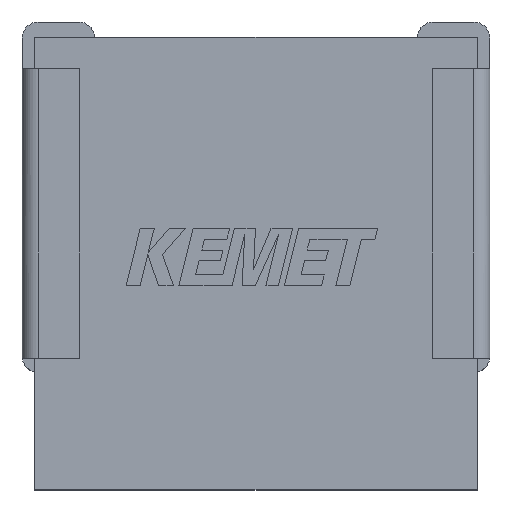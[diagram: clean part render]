
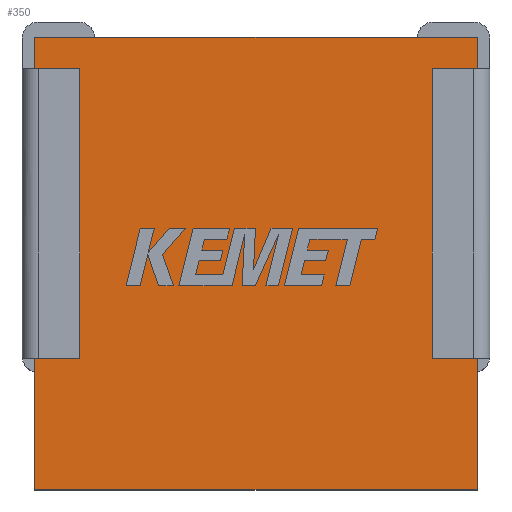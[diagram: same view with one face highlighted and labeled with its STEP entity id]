
A CAD part, top view. The second image highlights one B-rep face of the part: STEP entity #350.
In plain terms, the highlighted planar face has unit normal (0, 0, 1).
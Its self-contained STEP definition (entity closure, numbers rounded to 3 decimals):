
#18 = VECTOR ( 'NONE', #253, 1000. ) ;
#38 = DIRECTION ( 'NONE',  ( 0., -1., 0. ) ) ;
#167 = DIRECTION ( 'NONE',  ( 0., 0., -1. ) ) ;
#174 = VERTEX_POINT ( 'NONE', #2730 ) ;
#178 = EDGE_CURVE ( 'NONE', #1712, #583, #250, .T. ) ;
#194 = DIRECTION ( 'NONE',  ( -1., 0., 0. ) ) ;
#224 = EDGE_CURVE ( 'NONE', #628, #546, #346, .T. ) ;
#233 = VERTEX_POINT ( 'NONE', #4155 ) ;
#250 = LINE ( 'NONE', #702, #4499 ) ;
#253 = DIRECTION ( 'NONE',  ( 0., -1., 0. ) ) ;
#260 = CARTESIAN_POINT ( 'NONE',  ( 17.2, 0., 0. ) ) ;
#346 = LINE ( 'NONE', #1700, #4139 ) ;
#350 = ADVANCED_FACE ( 'NONE', ( #3674 ), #538, .F. ) ;
#365 = CARTESIAN_POINT ( 'NONE',  ( 1.735, 16.372, 0. ) ) ;
#421 = LINE ( 'NONE', #3157, #1745 ) ;
#538 = PLANE ( 'NONE',  #1542 ) ;
#546 = VERTEX_POINT ( 'NONE', #2101 ) ;
#579 = EDGE_LOOP ( 'NONE', ( #3054, #1381, #4018, #748, #1858, #3463, #1871, #1787, #932, #1736, #2127, #4214 ) ) ;
#583 = VERTEX_POINT ( 'NONE', #1398 ) ;
#614 = CARTESIAN_POINT ( 'NONE',  ( 0., 0., 0. ) ) ;
#628 = VERTEX_POINT ( 'NONE', #2936 ) ;
#702 = CARTESIAN_POINT ( 'NONE',  ( 1.735, 16.372, 0. ) ) ;
#713 = CARTESIAN_POINT ( 'NONE',  ( 1.735, 5.108, 0. ) ) ;
#716 = EDGE_CURVE ( 'NONE', #3020, #759, #2586, .T. ) ;
#747 = VECTOR ( 'NONE', #2531, 1000. ) ;
#748 = ORIENTED_EDGE ( 'NONE', *, *, #4094, .T. ) ;
#759 = VERTEX_POINT ( 'NONE', #1358 ) ;
#856 = EDGE_CURVE ( 'NONE', #546, #3471, #2185, .T. ) ;
#932 = ORIENTED_EDGE ( 'NONE', *, *, #1432, .T. ) ;
#1033 = CARTESIAN_POINT ( 'NONE',  ( 17.2, 0., 0. ) ) ;
#1172 = CARTESIAN_POINT ( 'NONE',  ( 0., 0., 0. ) ) ;
#1246 = CARTESIAN_POINT ( 'NONE',  ( 15.465, 5.108, 0. ) ) ;
#1247 = LINE ( 'NONE', #2042, #1823 ) ;
#1294 = DIRECTION ( 'NONE',  ( 0., 1., 0. ) ) ;
#1358 = CARTESIAN_POINT ( 'NONE',  ( 17.2, 5.108, 0. ) ) ;
#1381 = ORIENTED_EDGE ( 'NONE', *, *, #2076, .T. ) ;
#1384 = DIRECTION ( 'NONE',  ( 0., -1., 0. ) ) ;
#1398 = CARTESIAN_POINT ( 'NONE',  ( 0., 16.372, 0. ) ) ;
#1432 = EDGE_CURVE ( 'NONE', #3182, #628, #3944, .T. ) ;
#1542 = AXIS2_PLACEMENT_3D ( 'NONE', #1172, #167, #1916 ) ;
#1629 = DIRECTION ( 'NONE',  ( 0., -1., 0. ) ) ;
#1661 = CARTESIAN_POINT ( 'NONE',  ( 0., 17.6, 0. ) ) ;
#1700 = CARTESIAN_POINT ( 'NONE',  ( 17.2, 0., 0. ) ) ;
#1712 = VERTEX_POINT ( 'NONE', #2812 ) ;
#1736 = ORIENTED_EDGE ( 'NONE', *, *, #224, .T. ) ;
#1745 = VECTOR ( 'NONE', #2131, 1000. ) ;
#1770 = LINE ( 'NONE', #3806, #1776 ) ;
#1776 = VECTOR ( 'NONE', #38, 1000. ) ;
#1787 = ORIENTED_EDGE ( 'NONE', *, *, #4489, .F. ) ;
#1823 = VECTOR ( 'NONE', #1629, 1000. ) ;
#1844 = CARTESIAN_POINT ( 'NONE',  ( 15.465, 16.372, 0. ) ) ;
#1858 = ORIENTED_EDGE ( 'NONE', *, *, #3100, .T. ) ;
#1871 = ORIENTED_EDGE ( 'NONE', *, *, #2673, .F. ) ;
#1916 = DIRECTION ( 'NONE',  ( -1., 0., 0. ) ) ;
#1921 = CARTESIAN_POINT ( 'NONE',  ( 1.735, 5.108, 0. ) ) ;
#2042 = CARTESIAN_POINT ( 'NONE',  ( 15.465, 16.372, 0. ) ) ;
#2076 = EDGE_CURVE ( 'NONE', #1712, #3489, #4493, .T. ) ;
#2101 = CARTESIAN_POINT ( 'NONE',  ( 17.2, 17.6, 0. ) ) ;
#2127 = ORIENTED_EDGE ( 'NONE', *, *, #856, .T. ) ;
#2131 = DIRECTION ( 'NONE',  ( 1., 0., 0. ) ) ;
#2185 = LINE ( 'NONE', #3957, #747 ) ;
#2331 = DIRECTION ( 'NONE',  ( 0., 1., 0. ) ) ;
#2348 = VECTOR ( 'NONE', #1384, 1000. ) ;
#2371 = DIRECTION ( 'NONE',  ( -1., 0., 0. ) ) ;
#2414 = EDGE_CURVE ( 'NONE', #3471, #583, #1770, .T. ) ;
#2531 = DIRECTION ( 'NONE',  ( -1., 0., 0. ) ) ;
#2586 = LINE ( 'NONE', #260, #4456 ) ;
#2658 = VERTEX_POINT ( 'NONE', #3703 ) ;
#2673 = EDGE_CURVE ( 'NONE', #174, #759, #3016, .T. ) ;
#2714 = VECTOR ( 'NONE', #2965, 1000. ) ;
#2730 = CARTESIAN_POINT ( 'NONE',  ( 15.465, 5.108, 0. ) ) ;
#2812 = CARTESIAN_POINT ( 'NONE',  ( 1.735, 16.372, 0. ) ) ;
#2936 = CARTESIAN_POINT ( 'NONE',  ( 17.2, 16.372, 0. ) ) ;
#2965 = DIRECTION ( 'NONE',  ( 1., 0., 0. ) ) ;
#3016 = LINE ( 'NONE', #1246, #2714 ) ;
#3020 = VERTEX_POINT ( 'NONE', #1033 ) ;
#3054 = ORIENTED_EDGE ( 'NONE', *, *, #178, .F. ) ;
#3100 = EDGE_CURVE ( 'NONE', #2658, #3020, #421, .T. ) ;
#3157 = CARTESIAN_POINT ( 'NONE',  ( 0., 0., 0. ) ) ;
#3182 = VERTEX_POINT ( 'NONE', #1844 ) ;
#3215 = CARTESIAN_POINT ( 'NONE',  ( 15.465, 16.372, 0. ) ) ;
#3463 = ORIENTED_EDGE ( 'NONE', *, *, #716, .T. ) ;
#3471 = VERTEX_POINT ( 'NONE', #1661 ) ;
#3489 = VERTEX_POINT ( 'NONE', #713 ) ;
#3576 = VECTOR ( 'NONE', #194, 1000. ) ;
#3590 = LINE ( 'NONE', #1921, #3576 ) ;
#3674 = FACE_OUTER_BOUND ( 'NONE', #579, .T. ) ;
#3703 = CARTESIAN_POINT ( 'NONE',  ( 0., 0., 0. ) ) ;
#3760 = VECTOR ( 'NONE', #3878, 1000. ) ;
#3806 = CARTESIAN_POINT ( 'NONE',  ( 0., 0., 0. ) ) ;
#3878 = DIRECTION ( 'NONE',  ( 1., 0., 0. ) ) ;
#3944 = LINE ( 'NONE', #3215, #3760 ) ;
#3957 = CARTESIAN_POINT ( 'NONE',  ( 0., 17.6, 0. ) ) ;
#4018 = ORIENTED_EDGE ( 'NONE', *, *, #4318, .T. ) ;
#4094 = EDGE_CURVE ( 'NONE', #233, #2658, #4097, .T. ) ;
#4097 = LINE ( 'NONE', #614, #18 ) ;
#4139 = VECTOR ( 'NONE', #1294, 1000. ) ;
#4155 = CARTESIAN_POINT ( 'NONE',  ( 0., 5.108, 0. ) ) ;
#4214 = ORIENTED_EDGE ( 'NONE', *, *, #2414, .T. ) ;
#4318 = EDGE_CURVE ( 'NONE', #3489, #233, #3590, .T. ) ;
#4456 = VECTOR ( 'NONE', #2331, 1000. ) ;
#4489 = EDGE_CURVE ( 'NONE', #3182, #174, #1247, .T. ) ;
#4493 = LINE ( 'NONE', #365, #2348 ) ;
#4499 = VECTOR ( 'NONE', #2371, 1000. ) ;
